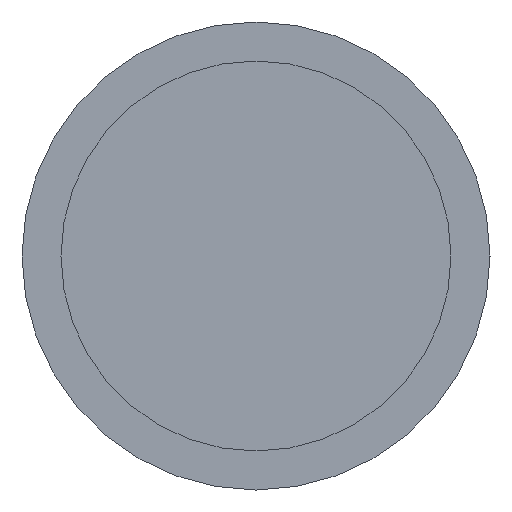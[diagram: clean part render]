
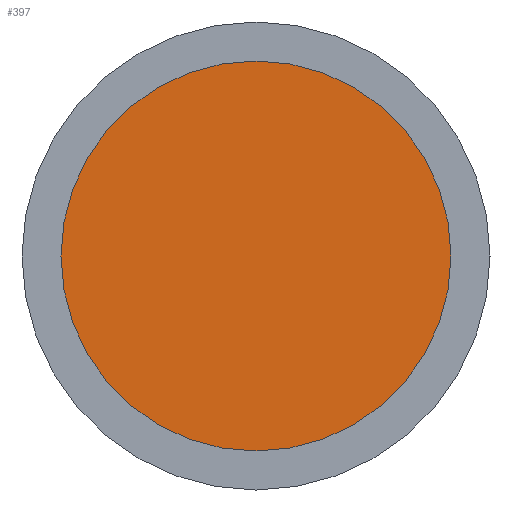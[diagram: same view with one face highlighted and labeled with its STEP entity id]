
A CAD part, left-side view. The second image highlights one B-rep face of the part: STEP entity #397.
In plain terms, the highlighted planar face has unit normal (-1, 0, 0).
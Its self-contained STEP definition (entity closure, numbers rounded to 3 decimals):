
#8 = DIRECTION ( 'NONE',  ( 1., 0., 0. ) ) ;
#19 = EDGE_CURVE ( 'NONE', #344, #130, #148, .T. ) ;
#31 = ORIENTED_EDGE ( 'NONE', *, *, #19, .T. ) ;
#78 = CIRCLE ( 'NONE', #225, 12.5 ) ;
#99 = DIRECTION ( 'NONE',  ( -1., 0., 0. ) ) ;
#116 = DIRECTION ( 'NONE',  ( -1., 0., 0. ) ) ;
#130 = VERTEX_POINT ( 'NONE', #342 ) ;
#148 = CIRCLE ( 'NONE', #393, 12.5 ) ;
#190 = CARTESIAN_POINT ( 'NONE',  ( 3., 0., 0. ) ) ;
#204 = CARTESIAN_POINT ( 'NONE',  ( 3., 0., 0. ) ) ;
#216 = EDGE_CURVE ( 'NONE', #130, #344, #78, .T. ) ;
#225 = AXIS2_PLACEMENT_3D ( 'NONE', #261, #99, #258 ) ;
#227 = AXIS2_PLACEMENT_3D ( 'NONE', #190, #8, #326 ) ;
#228 = CARTESIAN_POINT ( 'NONE',  ( 3., 0., 12.5 ) ) ;
#258 = DIRECTION ( 'NONE',  ( 0., 0., 1. ) ) ;
#261 = CARTESIAN_POINT ( 'NONE',  ( 3., 0., 0. ) ) ;
#265 = EDGE_LOOP ( 'NONE', ( #31, #329 ) ) ;
#326 = DIRECTION ( 'NONE',  ( 0., 0., -1. ) ) ;
#328 = FACE_OUTER_BOUND ( 'NONE', #265, .T. ) ;
#329 = ORIENTED_EDGE ( 'NONE', *, *, #216, .T. ) ;
#336 = DIRECTION ( 'NONE',  ( 0., 0., 1. ) ) ;
#342 = CARTESIAN_POINT ( 'NONE',  ( 3., 0., -12.5 ) ) ;
#344 = VERTEX_POINT ( 'NONE', #228 ) ;
#390 = PLANE ( 'NONE',  #227 ) ;
#393 = AXIS2_PLACEMENT_3D ( 'NONE', #204, #116, #336 ) ;
#397 = ADVANCED_FACE ( 'NONE', ( #328 ), #390, .F. ) ;
